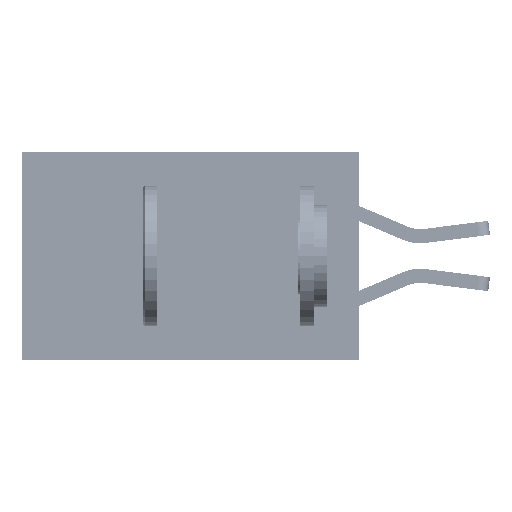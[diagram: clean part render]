
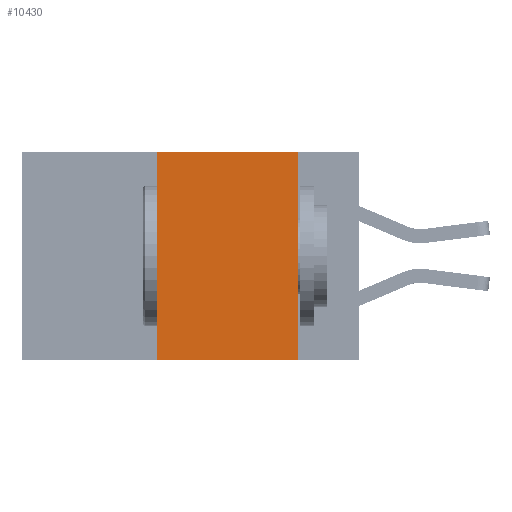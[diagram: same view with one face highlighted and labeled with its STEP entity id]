
A CAD part, left-side view. The second image highlights one B-rep face of the part: STEP entity #10430.
In plain terms, the highlighted planar face has unit normal (-1, 0, 0).
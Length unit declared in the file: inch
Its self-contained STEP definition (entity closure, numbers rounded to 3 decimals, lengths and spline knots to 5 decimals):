
#5802 = DIRECTION ( 'NONE',  ( 1., 0., 0. ) ) ;
#10343 = VERTEX_POINT ( 'NONE', #33240 ) ;
#10430 = ADVANCED_FACE ( 'NONE', ( #29546 ), #20725, .F. ) ;
#10812 = CARTESIAN_POINT ( 'NONE',  ( 0., 0.36, 0. ) ) ;
#11330 = LINE ( 'NONE', #35861, #32367 ) ;
#11814 = AXIS2_PLACEMENT_3D ( 'NONE', #27583, #5802, #46948 ) ;
#15768 = EDGE_CURVE ( 'NONE', #10343, #29667, #11330, .T. ) ;
#16312 = VECTOR ( 'NONE', #46377, 39.37008 ) ;
#17783 = DIRECTION ( 'NONE',  ( 0., -1., 0. ) ) ;
#18109 = ORIENTED_EDGE ( 'NONE', *, *, #15768, .F. ) ;
#18231 = DIRECTION ( 'NONE',  ( 0., -1., 0. ) ) ;
#20022 = EDGE_CURVE ( 'NONE', #25146, #34703, #37019, .T. ) ;
#20614 = ORIENTED_EDGE ( 'NONE', *, *, #20022, .T. ) ;
#20725 = PLANE ( 'NONE',  #11814 ) ;
#21332 = CARTESIAN_POINT ( 'NONE',  ( 0., 0.36, -0.37 ) ) ;
#23970 = VECTOR ( 'NONE', #18231, 39.37008 ) ;
#24764 = CARTESIAN_POINT ( 'NONE',  ( 0., 0.6, -0.37 ) ) ;
#24843 = LINE ( 'NONE', #32059, #16312 ) ;
#24853 = VECTOR ( 'NONE', #28453, 39.37008 ) ;
#25146 = VERTEX_POINT ( 'NONE', #21332 ) ;
#25988 = EDGE_LOOP ( 'NONE', ( #38643, #18109, #30603, #20614 ) ) ;
#27583 = CARTESIAN_POINT ( 'NONE',  ( 0., 0.6, 0. ) ) ;
#28453 = DIRECTION ( 'NONE',  ( 0., 0., 1. ) ) ;
#29546 = FACE_OUTER_BOUND ( 'NONE', #25988, .T. ) ;
#29667 = VERTEX_POINT ( 'NONE', #31312 ) ;
#30603 = ORIENTED_EDGE ( 'NONE', *, *, #31227, .F. ) ;
#31227 = EDGE_CURVE ( 'NONE', #25146, #10343, #46995, .T. ) ;
#31312 = CARTESIAN_POINT ( 'NONE',  ( 0., 0.11, 0. ) ) ;
#32059 = CARTESIAN_POINT ( 'NONE',  ( 0., 0.11, 0. ) ) ;
#32367 = VECTOR ( 'NONE', #17783, 39.37008 ) ;
#33240 = CARTESIAN_POINT ( 'NONE',  ( 0., 0.36, 0. ) ) ;
#34703 = VERTEX_POINT ( 'NONE', #40939 ) ;
#35067 = EDGE_CURVE ( 'NONE', #29667, #34703, #24843, .T. ) ;
#35861 = CARTESIAN_POINT ( 'NONE',  ( 0., 0.6, 0. ) ) ;
#37019 = LINE ( 'NONE', #24764, #23970 ) ;
#38643 = ORIENTED_EDGE ( 'NONE', *, *, #35067, .F. ) ;
#40939 = CARTESIAN_POINT ( 'NONE',  ( 0., 0.11, -0.37 ) ) ;
#46377 = DIRECTION ( 'NONE',  ( 0., 0., -1. ) ) ;
#46948 = DIRECTION ( 'NONE',  ( 0., 0., -1. ) ) ;
#46995 = LINE ( 'NONE', #10812, #24853 ) ;
